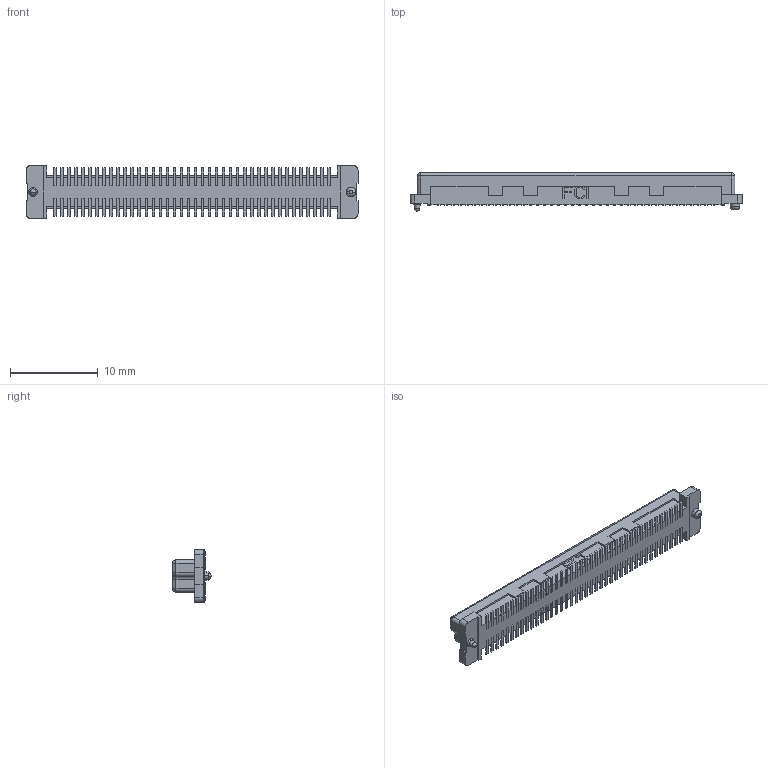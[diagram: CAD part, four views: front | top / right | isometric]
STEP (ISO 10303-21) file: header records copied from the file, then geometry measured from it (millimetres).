
FILE_DESCRIPTION((''),'2;1');
FILE_NAME('61082-081X0XXX','2016-07-15T',('HuangEr'),('FCI'),'PRO/ENGINEER BY PARAMETRIC TECHNOLOGY CORPORATION, 2013150','PRO/ENGINEER BY PARAMETRIC TECHNOLOGY CORPORATION, 2013150','');
FILE_SCHEMA(('AUTOMOTIVE_DESIGN { 1 0 10303 214 1 1 1 1 }'));
Length unit declared in the file: millimetre
Products named in the file (1): 61082-081X0XXX
Bounding box: 37.8 x 4.35 x 6 mm (x, y, z)
Volume: 378.1 mm3; surface area: 852.8 mm2
Topology: 1 solids, 1 shells, 657 faces, 1929 edges, 1277 vertices
Faces by surface type: plane 623, cylinder 16, cone 14, bspline 2, sphere 2
Entity records: 26259 total; most frequent: CARTESIAN_POINT 3945, ORIENTED_EDGE 3854, DIRECTION 3281, EDGE_CURVE 1927, VECTOR 1875, LINE 1875, VERTEX_POINT 1277, AXIS2_PLACEMENT_3D 703
